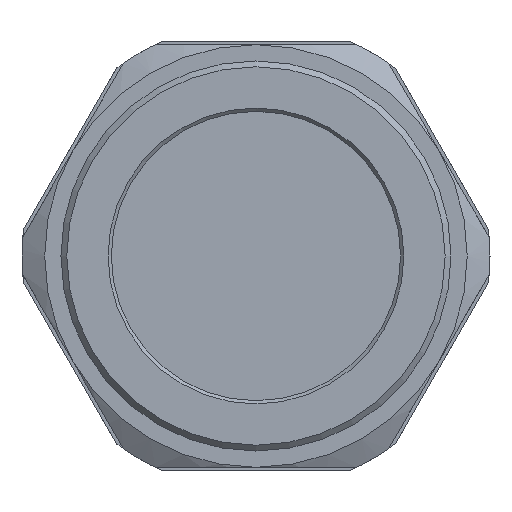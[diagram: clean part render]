
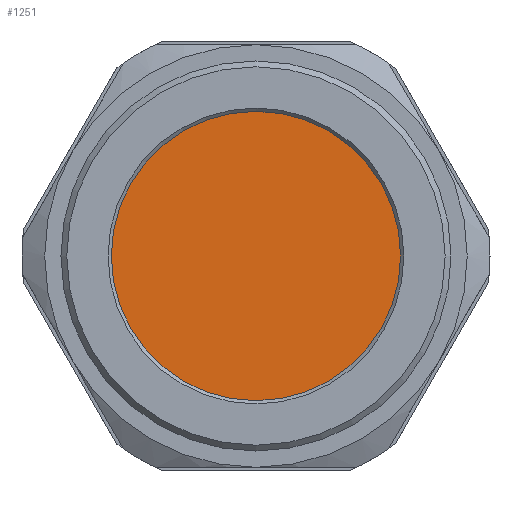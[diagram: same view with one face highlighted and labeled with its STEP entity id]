
A CAD part, front view. The second image highlights one B-rep face of the part: STEP entity #1251.
In plain terms, the highlighted planar face has unit normal (0, -1, 0).
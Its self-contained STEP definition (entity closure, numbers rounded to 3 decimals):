
#115=FACE_OUTER_BOUND('',#194,.T.);
#194=EDGE_LOOP('',(#790));
#285=CIRCLE('',#1357,22.25);
#491=VERTEX_POINT('',#1923);
#606=EDGE_CURVE('',#491,#491,#285,.T.);
#790=ORIENTED_EDGE('',*,*,#606,.F.);
#1146=PLANE('',#1356);
#1251=ADVANCED_FACE('',(#115),#1146,.T.);
#1356=AXIS2_PLACEMENT_3D('',#1922,#1534,#1535);
#1357=AXIS2_PLACEMENT_3D('',#1924,#1536,#1537);
#1534=DIRECTION('center_axis',(0.,-1.,0.));
#1535=DIRECTION('ref_axis',(0.,0.,-1.));
#1536=DIRECTION('center_axis',(0.,1.,0.));
#1537=DIRECTION('ref_axis',(-1.,0.,0.));
#1922=CARTESIAN_POINT('Origin',(-5.263,-10.885,0.));
#1923=CARTESIAN_POINT('',(16.987,-10.885,0.));
#1924=CARTESIAN_POINT('Origin',(-5.263,-10.885,0.));
